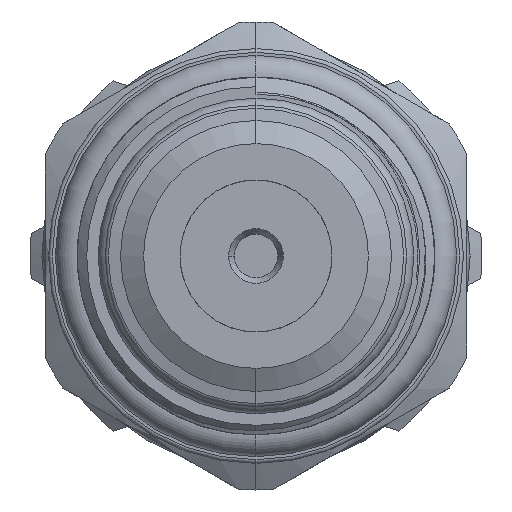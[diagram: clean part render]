
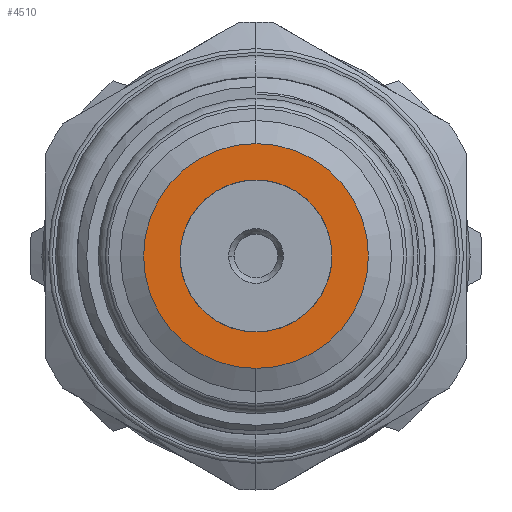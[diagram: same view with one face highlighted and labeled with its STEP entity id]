
A CAD part, left-side view. The second image highlights one B-rep face of the part: STEP entity #4510.
In plain terms, the highlighted planar face has unit normal (-1, 0, 0).
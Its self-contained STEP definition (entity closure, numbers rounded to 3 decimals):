
#31 = EDGE_CURVE ( 'NONE', #6712, #3944, #5010, .T. ) ;
#120 = VERTEX_POINT ( 'NONE', #4811 ) ;
#303 = CARTESIAN_POINT ( 'NONE',  ( -29.42, 3.298, -2.263 ) ) ;
#423 = CARTESIAN_POINT ( 'NONE',  ( -29.42, 3.609, -1.725 ) ) ;
#451 = VECTOR ( 'NONE', #1883, 1000. ) ;
#819 = DIRECTION ( 'NONE',  ( -1., 0., 0. ) ) ;
#824 = DIRECTION ( 'NONE',  ( -1., 0., 0. ) ) ;
#1017 = EDGE_LOOP ( 'NONE', ( #4907, #3270, #4063, #5674, #5907, #4362 ) ) ;
#1057 = CIRCLE ( 'NONE', #3203, 5.923 ) ;
#1338 = DIRECTION ( 'NONE',  ( 0., 0.5, 0.866 ) ) ;
#1673 = FACE_BOUND ( 'NONE', #1017, .T. ) ;
#1677 = CIRCLE ( 'NONE', #3178, 4. ) ;
#1734 = CARTESIAN_POINT ( 'NONE',  ( -29.42, 0., 0. ) ) ;
#1883 = DIRECTION ( 'NONE',  ( 0., 0.5, -0.866 ) ) ;
#2081 = DIRECTION ( 'NONE',  ( 1., 0., 0. ) ) ;
#2103 = VERTEX_POINT ( 'NONE', #303 ) ;
#2212 = DIRECTION ( 'NONE',  ( 0., 0., -1. ) ) ;
#2516 = LINE ( 'NONE', #2956, #4472 ) ;
#2546 = DIRECTION ( 'NONE',  ( -1., 0., 0. ) ) ;
#2750 = CARTESIAN_POINT ( 'NONE',  ( -29.42, -0.31, 3.988 ) ) ;
#2956 = CARTESIAN_POINT ( 'NONE',  ( -29.42, 5., -2.263 ) ) ;
#3128 = CARTESIAN_POINT ( 'NONE',  ( -29.42, 0., 0. ) ) ;
#3169 = DIRECTION ( 'NONE',  ( 0., 0., 1. ) ) ;
#3178 = AXIS2_PLACEMENT_3D ( 'NONE', #3913, #6241, #3169 ) ;
#3180 = CARTESIAN_POINT ( 'NONE',  ( -29.42, 0., 5.923 ) ) ;
#3203 = AXIS2_PLACEMENT_3D ( 'NONE', #9268, #819, #6997 ) ;
#3270 = ORIENTED_EDGE ( 'NONE', *, *, #9016, .F. ) ;
#3341 = CARTESIAN_POINT ( 'NONE',  ( -29.42, -3.609, -1.725 ) ) ;
#3354 = AXIS2_PLACEMENT_3D ( 'NONE', #4905, #2546, #4835 ) ;
#3913 = CARTESIAN_POINT ( 'NONE',  ( -29.42, 0., 0. ) ) ;
#3944 = VERTEX_POINT ( 'NONE', #9860 ) ;
#4004 = ORIENTED_EDGE ( 'NONE', *, *, #4893, .T. ) ;
#4046 = DIRECTION ( 'NONE',  ( 0., 0., 1. ) ) ;
#4063 = ORIENTED_EDGE ( 'NONE', *, *, #4405, .F. ) ;
#4099 = CIRCLE ( 'NONE', #6001, 4. ) ;
#4323 = CARTESIAN_POINT ( 'NONE',  ( -29.42, 0., 0. ) ) ;
#4327 = CIRCLE ( 'NONE', #3354, 4. ) ;
#4362 = ORIENTED_EDGE ( 'NONE', *, *, #9896, .F. ) ;
#4405 = EDGE_CURVE ( 'NONE', #4784, #6739, #7817, .T. ) ;
#4472 = VECTOR ( 'NONE', #4513, 1000. ) ;
#4510 = ADVANCED_FACE ( 'NONE', ( #6757, #1673 ), #8915, .F. ) ;
#4513 = DIRECTION ( 'NONE',  ( 0., -1., 0. ) ) ;
#4539 = EDGE_CURVE ( 'NONE', #7178, #6837, #8417, .T. ) ;
#4784 = VERTEX_POINT ( 'NONE', #8345 ) ;
#4811 = CARTESIAN_POINT ( 'NONE',  ( -29.42, -3.298, -2.263 ) ) ;
#4835 = DIRECTION ( 'NONE',  ( 0., 0., 1. ) ) ;
#4893 = EDGE_CURVE ( 'NONE', #3944, #6712, #1057, .T. ) ;
#4905 = CARTESIAN_POINT ( 'NONE',  ( -29.42, 0., 0. ) ) ;
#4907 = ORIENTED_EDGE ( 'NONE', *, *, #8942, .F. ) ;
#5010 = CIRCLE ( 'NONE', #6397, 5.923 ) ;
#5141 = ORIENTED_EDGE ( 'NONE', *, *, #31, .T. ) ;
#5262 = CARTESIAN_POINT ( 'NONE',  ( -29.42, -4.46, -3.199 ) ) ;
#5674 = ORIENTED_EDGE ( 'NONE', *, *, #8070, .F. ) ;
#5907 = ORIENTED_EDGE ( 'NONE', *, *, #4539, .F. ) ;
#6001 = AXIS2_PLACEMENT_3D ( 'NONE', #3128, #8634, #4046 ) ;
#6238 = AXIS2_PLACEMENT_3D ( 'NONE', #4323, #2081, #2212 ) ;
#6241 = DIRECTION ( 'NONE',  ( -1., 0., 0. ) ) ;
#6270 = DIRECTION ( 'NONE',  ( 0., 0., 1. ) ) ;
#6390 = VECTOR ( 'NONE', #1338, 1000. ) ;
#6397 = AXIS2_PLACEMENT_3D ( 'NONE', #1734, #824, #6270 ) ;
#6518 = CARTESIAN_POINT ( 'NONE',  ( -29.42, -0.54, 5.462 ) ) ;
#6611 = EDGE_LOOP ( 'NONE', ( #4004, #5141 ) ) ;
#6712 = VERTEX_POINT ( 'NONE', #3180 ) ;
#6739 = VERTEX_POINT ( 'NONE', #423 ) ;
#6757 = FACE_OUTER_BOUND ( 'NONE', #6611, .T. ) ;
#6837 = VERTEX_POINT ( 'NONE', #2750 ) ;
#6997 = DIRECTION ( 'NONE',  ( 0., 0., 1. ) ) ;
#7178 = VERTEX_POINT ( 'NONE', #3341 ) ;
#7817 = LINE ( 'NONE', #6518, #451 ) ;
#8070 = EDGE_CURVE ( 'NONE', #6837, #4784, #1677, .T. ) ;
#8345 = CARTESIAN_POINT ( 'NONE',  ( -29.42, 0.31, 3.988 ) ) ;
#8417 = LINE ( 'NONE', #5262, #6390 ) ;
#8634 = DIRECTION ( 'NONE',  ( -1., 0., 0. ) ) ;
#8915 = PLANE ( 'NONE',  #6238 ) ;
#8942 = EDGE_CURVE ( 'NONE', #2103, #120, #2516, .T. ) ;
#9016 = EDGE_CURVE ( 'NONE', #6739, #2103, #4099, .T. ) ;
#9268 = CARTESIAN_POINT ( 'NONE',  ( -29.42, 0., 0. ) ) ;
#9860 = CARTESIAN_POINT ( 'NONE',  ( -29.42, 0., -5.923 ) ) ;
#9896 = EDGE_CURVE ( 'NONE', #120, #7178, #4327, .T. ) ;
